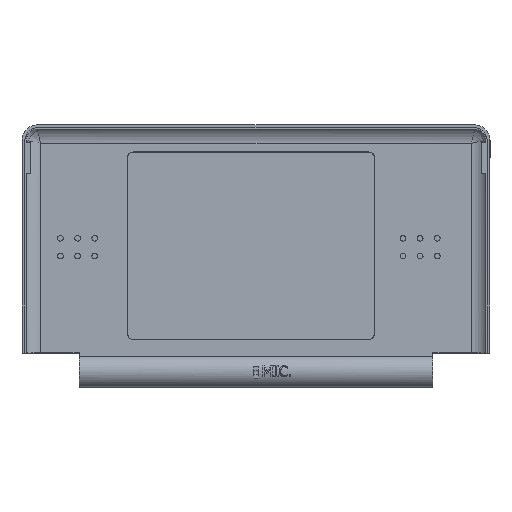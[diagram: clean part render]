
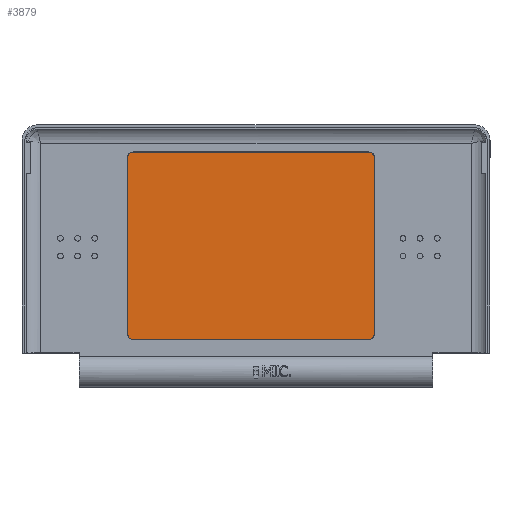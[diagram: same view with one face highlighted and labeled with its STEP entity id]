
A CAD part, front view. The second image highlights one B-rep face of the part: STEP entity #3879.
In plain terms, the highlighted planar face has unit normal (0, -1, 0).
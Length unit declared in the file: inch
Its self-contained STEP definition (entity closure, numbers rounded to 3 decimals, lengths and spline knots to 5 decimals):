
#189=PLANE('',#4185);
#368=FACE_OUTER_BOUND('',#622,.T.);
#622=EDGE_LOOP('',(#3125,#3126,#3127,#3128,#3129,#3130,#3131,#3132));
#923=LINE('',#6829,#1224);
#927=LINE('',#6841,#1228);
#931=LINE('',#6853,#1232);
#935=LINE('',#6863,#1236);
#1224=VECTOR('',#4950,1.92969);
#1228=VECTOR('',#4962,2.57813);
#1232=VECTOR('',#4974,1.92969);
#1236=VECTOR('',#4986,2.57813);
#1433=CIRCLE('',#4171,0.06055);
#1435=CIRCLE('',#4175,0.06055);
#1437=CIRCLE('',#4179,0.06055);
#1439=CIRCLE('',#4183,0.06055);
#1827=VERTEX_POINT('',#6820);
#1828=VERTEX_POINT('',#6822);
#1830=VERTEX_POINT('',#6828);
#1832=VERTEX_POINT('',#6834);
#1834=VERTEX_POINT('',#6840);
#1836=VERTEX_POINT('',#6846);
#1838=VERTEX_POINT('',#6852);
#1840=VERTEX_POINT('',#6858);
#2285=EDGE_CURVE('',#1828,#1827,#1433,.T.);
#2288=EDGE_CURVE('',#1830,#1828,#923,.T.);
#2291=EDGE_CURVE('',#1832,#1830,#1435,.T.);
#2294=EDGE_CURVE('',#1834,#1832,#927,.T.);
#2297=EDGE_CURVE('',#1836,#1834,#1437,.T.);
#2300=EDGE_CURVE('',#1838,#1836,#931,.T.);
#2303=EDGE_CURVE('',#1840,#1838,#1439,.T.);
#2306=EDGE_CURVE('',#1827,#1840,#935,.T.);
#3125=ORIENTED_EDGE('',*,*,#2306,.T.);
#3126=ORIENTED_EDGE('',*,*,#2303,.T.);
#3127=ORIENTED_EDGE('',*,*,#2300,.T.);
#3128=ORIENTED_EDGE('',*,*,#2297,.T.);
#3129=ORIENTED_EDGE('',*,*,#2294,.T.);
#3130=ORIENTED_EDGE('',*,*,#2291,.T.);
#3131=ORIENTED_EDGE('',*,*,#2288,.T.);
#3132=ORIENTED_EDGE('',*,*,#2285,.T.);
#3879=ADVANCED_FACE('',(#368),#189,.F.);
#4171=AXIS2_PLACEMENT_3D('',#6823,#4944,#4945);
#4175=AXIS2_PLACEMENT_3D('',#6835,#4956,#4957);
#4179=AXIS2_PLACEMENT_3D('',#6847,#4968,#4969);
#4183=AXIS2_PLACEMENT_3D('',#6859,#4980,#4981);
#4185=AXIS2_PLACEMENT_3D('',#6864,#4987,#4988);
#4944=DIRECTION('center_axis',(0.,-1.,0.));
#4945=DIRECTION('ref_axis',(1.,0.,0.));
#4950=DIRECTION('',(0.,0.,1.));
#4956=DIRECTION('center_axis',(0.,-1.,0.));
#4957=DIRECTION('ref_axis',(0.,0.,-1.));
#4962=DIRECTION('',(1.,0.,0.));
#4968=DIRECTION('center_axis',(0.,-1.,0.));
#4969=DIRECTION('ref_axis',(-1.,0.,0.));
#4974=DIRECTION('',(0.,0.,-1.));
#4980=DIRECTION('center_axis',(0.,-1.,0.));
#4981=DIRECTION('ref_axis',(0.,0.,1.));
#4986=DIRECTION('',(-1.,0.,0.));
#4987=DIRECTION('center_axis',(0.,1.,0.));
#4988=DIRECTION('ref_axis',(0.,0.,1.));
#6820=CARTESIAN_POINT('',(-1.78022,0.09375,-2.13721));
#6822=CARTESIAN_POINT('',(-1.71968,0.09375,-2.19776));
#6823=CARTESIAN_POINT('Origin',(-1.78022,0.09375,-2.19776));
#6828=CARTESIAN_POINT('',(-1.71968,0.09375,-4.12745));
#6829=CARTESIAN_POINT('',(-1.71968,0.09375,-4.12745));
#6834=CARTESIAN_POINT('',(-1.78022,0.09375,-4.18799));
#6835=CARTESIAN_POINT('Origin',(-1.78022,0.09375,-4.12745));
#6840=CARTESIAN_POINT('',(-4.35835,0.09375,-4.18799));
#6841=CARTESIAN_POINT('',(-4.35835,0.09375,-4.18799));
#6846=CARTESIAN_POINT('',(-4.4189,0.09375,-4.12745));
#6847=CARTESIAN_POINT('Origin',(-4.35835,0.09375,-4.12745));
#6852=CARTESIAN_POINT('',(-4.4189,0.09375,-2.19776));
#6853=CARTESIAN_POINT('',(-4.4189,0.09375,-2.19776));
#6858=CARTESIAN_POINT('',(-4.35835,0.09375,-2.13721));
#6859=CARTESIAN_POINT('Origin',(-4.35835,0.09375,-2.19776));
#6863=CARTESIAN_POINT('',(-1.78022,0.09375,-2.13721));
#6864=CARTESIAN_POINT('Origin',(-3.06929,0.09375,-3.1626));
